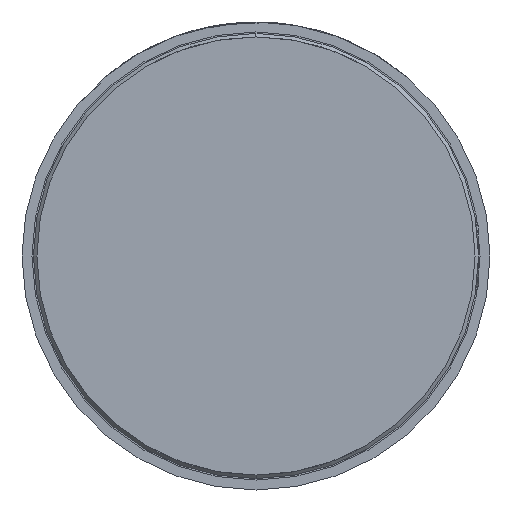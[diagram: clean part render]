
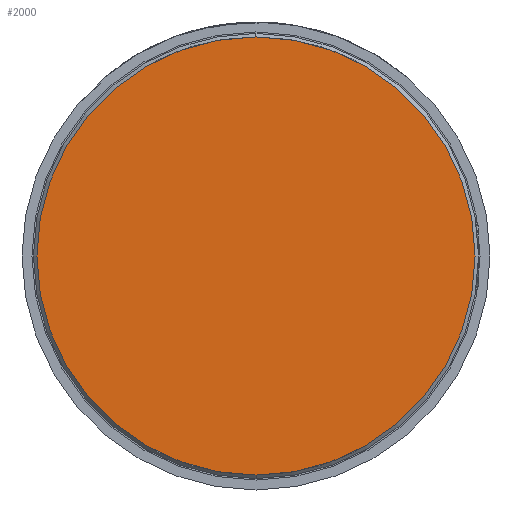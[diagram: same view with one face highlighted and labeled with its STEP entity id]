
A CAD part, front view. The second image highlights one B-rep face of the part: STEP entity #2000.
In plain terms, the highlighted planar face has unit normal (0, -1, 0).
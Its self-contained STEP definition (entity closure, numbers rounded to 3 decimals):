
#283 = ORIENTED_EDGE ( 'NONE', *, *, #1746, .T. ) ;
#366 = DIRECTION ( 'NONE',  ( 0., -1., 0. ) ) ;
#504 = PLANE ( 'NONE',  #1895 ) ;
#519 = ORIENTED_EDGE ( 'NONE', *, *, #3669, .T. ) ;
#671 = DIRECTION ( 'NONE',  ( -1., 0., 0. ) ) ;
#895 = DIRECTION ( 'NONE',  ( 1., 0., 0. ) ) ;
#1087 = DIRECTION ( 'NONE',  ( 0., -1., 0. ) ) ;
#1510 = CARTESIAN_POINT ( 'NONE',  ( -2.2, 0., 0. ) ) ;
#1660 = AXIS2_PLACEMENT_3D ( 'NONE', #4422, #1087, #2237 ) ;
#1746 = EDGE_CURVE ( 'Defeature ausgef�hrt1_7+Defeature ausgef�hrt1_14+Defeature ausgef�hrt1_14+Defeature ausgef�hrt1_14', #4407, #2605, #4247, .T. ) ;
#1895 = AXIS2_PLACEMENT_3D ( 'NONE', #3450, #3485, #895 ) ;
#2000 = ADVANCED_FACE ( 'Defeature ausgef�hrt1_7', ( #2523 ), #504, .F. ) ;
#2237 = DIRECTION ( 'NONE',  ( -1., 0., 0. ) ) ;
#2275 = EDGE_LOOP ( 'NONE', ( #519, #283 ) ) ;
#2523 = FACE_OUTER_BOUND ( 'NONE', #2275, .T. ) ;
#2605 = VERTEX_POINT ( 'NONE', #1510 ) ;
#2720 = CARTESIAN_POINT ( 'NONE',  ( 2.2, 0., 0. ) ) ;
#3450 = CARTESIAN_POINT ( 'NONE',  ( 0., 0., -1.9 ) ) ;
#3485 = DIRECTION ( 'NONE',  ( 0., 1., 0. ) ) ;
#3669 = EDGE_CURVE ( 'Defeature ausgef�hrt1_7+Defeature ausgef�hrt1_14+Defeature ausgef�hrt1_14+Defeature ausgef�hrt1_14', #2605, #4407, #3863, .T. ) ;
#3863 = CIRCLE ( 'NONE', #1660, 2.2 ) ;
#3966 = CARTESIAN_POINT ( 'NONE',  ( 0., 0., 0. ) ) ;
#4244 = AXIS2_PLACEMENT_3D ( 'NONE', #3966, #366, #671 ) ;
#4247 = CIRCLE ( 'NONE', #4244, 2.2 ) ;
#4407 = VERTEX_POINT ( 'NONE', #2720 ) ;
#4422 = CARTESIAN_POINT ( 'NONE',  ( 0., 0., 0. ) ) ;
